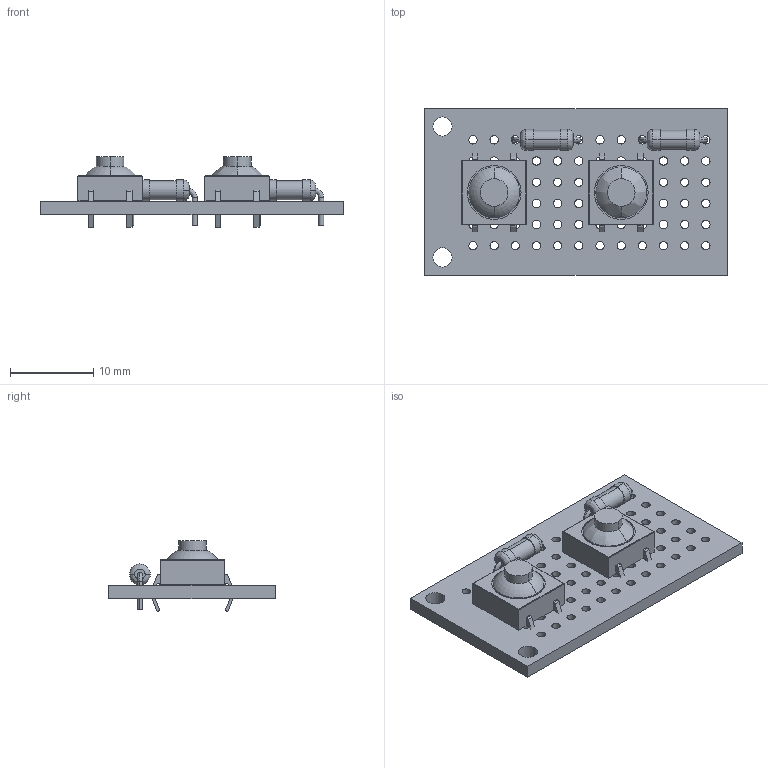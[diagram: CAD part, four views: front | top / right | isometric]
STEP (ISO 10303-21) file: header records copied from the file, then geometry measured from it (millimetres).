
FILE_DESCRIPTION (( 'STEP AP203' ), '1' );
FILE_NAME ('right_shoulder_pcb.step', '2019-10-07T21:45:30', ( '' ), ( '' ), 'SwSTEP 2.0', 'SolidWorks 2017', '' );
FILE_SCHEMA (( 'CONFIG_CONTROL_DESIGN' ));
Length unit declared in the file: millimetre
Products named in the file (9): SW_PUSH_8mm001; right_shoulder_pcb; R_Axial_DIN0207_L6_3mm_D2_5mm_P7_62mm_Horizontal001; COMPOUND0; Tactal Switch -SOFT -Thru (8mmx 8mmx5.45mm); SOLID003; SW_PUSH_8mm; SOLID005; R_Axial_DIN0207_L6_3mm_D2_5mm_P7_62mm_Horizontal
Assembly tree (9 placements, depth 3):
  right_shoulder_pcb
    SW_PUSH_8mm
      SOLID003
    R_Axial_DIN0207_L6_3mm_D2_5mm_P7_62mm_Horizontal
      SOLID005
    R_Axial_DIN0207_L6_3mm_D2_5mm_P7_62mm_Horizontal001
      SOLID005
    SW_PUSH_8mm001
      Tactal Switch -SOFT -Thru (8mmx 8mmx5.45mm)
    COMPOUND0
Bounding box: 36.32 x 20 x 8.46 mm (x, y, z)
Volume: 1550.6 mm3; surface area: 2649.8 mm2
Topology: 5 solids, 45 shells, 707 faces, 1787 edges, 1180 vertices
Faces by surface type: plane 370, cylinder 232, bspline 103, torus 2
Entity records: 23847 total; most frequent: CARTESIAN_POINT 6276, ORIENTED_EDGE 3474, DIRECTION 3210, EDGE_CURVE 1737, VERTEX_POINT 1148, VECTOR 1086, LINE 1086, AXIS2_PLACEMENT_3D 1062
